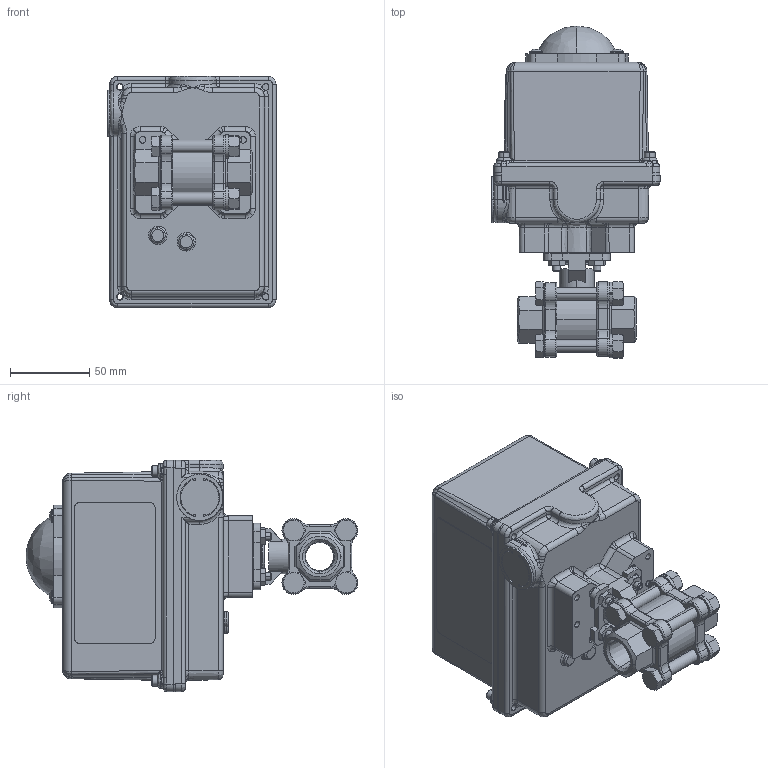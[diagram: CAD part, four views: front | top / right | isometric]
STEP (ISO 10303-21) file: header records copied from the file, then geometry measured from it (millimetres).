
FILE_DESCRIPTION (( 'STEP AP203' ), '1' );
FILE_NAME ('8700F-050_ER-1.STEP', '2017-11-13T21:01:49', ( '' ), ( '' ), 'SwSTEP 2.0', 'SolidWorks 2014', '' );
FILE_SCHEMA (( 'CONFIG_CONTROL_DESIGN' ));
Length unit declared in the file: inch
Products named in the file (1): 8700F-050_ER-1
Bounding box: 106.17 x 209.75 x 146.05 mm (x, y, z)
Surface area: 113179.8 mm2 (no closed solid volume)
Topology: 0 solids, 31 shells, 1073 faces, 2978 edges, 1896 vertices
Faces by surface type: plane 361, cylinder 270, bspline 268, cone 174
Entity records: 46863 total; most frequent: CARTESIAN_POINT 22657, ORIENTED_EDGE 5208, DIRECTION 4303, EDGE_CURVE 2956, VERTEX_POINT 1896, AXIS2_PLACEMENT_3D 1599, EDGE_LOOP 1156, LINE 1105
